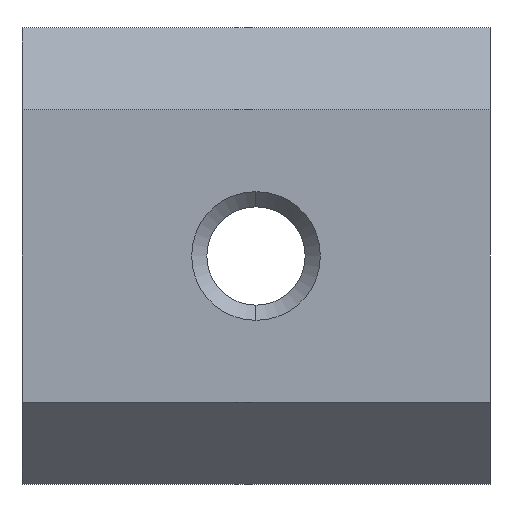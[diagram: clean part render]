
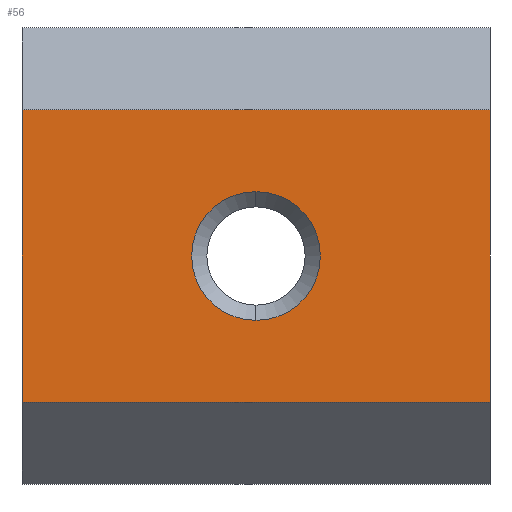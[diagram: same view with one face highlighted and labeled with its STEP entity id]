
A CAD part, front view. The second image highlights one B-rep face of the part: STEP entity #56.
In plain terms, the highlighted planar face has unit normal (0, -1, 0).
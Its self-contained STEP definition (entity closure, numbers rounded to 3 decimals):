
#56=ADVANCED_FACE('',(#124,#125),#126,.T.);
#124=FACE_OUTER_BOUND('',#202,.T.);
#125=FACE_BOUND('',#203,.T.);
#126=PLANE('',#204);
#202=EDGE_LOOP('',(#306,#307,#308,#309));
#203=EDGE_LOOP('',(#310,#311));
#204=AXIS2_PLACEMENT_3D('',#312,#313,#314);
#306=ORIENTED_EDGE('',*,*,#509,.F.);
#307=ORIENTED_EDGE('',*,*,#510,.T.);
#308=ORIENTED_EDGE('',*,*,#495,.F.);
#309=ORIENTED_EDGE('',*,*,#511,.F.);
#310=ORIENTED_EDGE('',*,*,#480,.T.);
#311=ORIENTED_EDGE('',*,*,#512,.T.);
#312=CARTESIAN_POINT('',(10.0,-10.6,-6.25));
#313=DIRECTION('',(0.,-1.0,0.));
#314=DIRECTION('',(0.0,0.,-1.0));
#480=EDGE_CURVE('',#568,#565,#569,.T.);
#495=EDGE_CURVE('',#592,#593,#594,.T.);
#509=EDGE_CURVE('',#619,#620,#621,.T.);
#510=EDGE_CURVE('',#619,#593,#622,.T.);
#511=EDGE_CURVE('',#620,#592,#623,.T.);
#512=EDGE_CURVE('',#565,#568,#624,.T.);
#565=VERTEX_POINT('',#691);
#568=VERTEX_POINT('',#695);
#569=CIRCLE('',#696,2.75);
#592=VERTEX_POINT('',#724);
#593=VERTEX_POINT('',#725);
#594=LINE('',#726,#727);
#619=VERTEX_POINT('',#764);
#620=VERTEX_POINT('',#765);
#621=LINE('',#766,#767);
#622=LINE('',#768,#769);
#623=LINE('',#770,#771);
#624=CIRCLE('',#772,2.75);
#691=CARTESIAN_POINT('',(0.,-10.6,-2.75));
#695=CARTESIAN_POINT('',(0.,-10.6,2.75));
#696=AXIS2_PLACEMENT_3D('',#865,#866,#867);
#724=CARTESIAN_POINT('',(10.0,-10.6,6.25));
#725=CARTESIAN_POINT('',(10.0,-10.6,-6.25));
#726=CARTESIAN_POINT('',(10.0,-10.6,6.25));
#727=VECTOR('',#891,12.5);
#764=CARTESIAN_POINT('',(-10.0,-10.6,-6.25));
#765=CARTESIAN_POINT('',(-10.0,-10.6,6.25));
#766=CARTESIAN_POINT('',(-10.0,-10.6,-6.25));
#767=VECTOR('',#904,12.5);
#768=CARTESIAN_POINT('',(-10.0,-10.6,-6.25));
#769=VECTOR('',#905,20.0);
#770=CARTESIAN_POINT('',(-10.0,-10.6,6.25));
#771=VECTOR('',#906,20.0);
#772=AXIS2_PLACEMENT_3D('',#907,#908,#909);
#865=CARTESIAN_POINT('',(0.,-10.6,0.));
#866=DIRECTION('',(0.,1.0,0.));
#867=DIRECTION('',(0.,0.,1.0));
#891=DIRECTION('',(0.,0.,-1.0));
#904=DIRECTION('',(0.,0.,1.0));
#905=DIRECTION('',(1.0,0.,0.));
#906=DIRECTION('',(1.0,0.,0.));
#907=CARTESIAN_POINT('',(0.,-10.6,0.));
#908=DIRECTION('',(0.,1.0,0.));
#909=DIRECTION('',(0.,0.,1.0));
